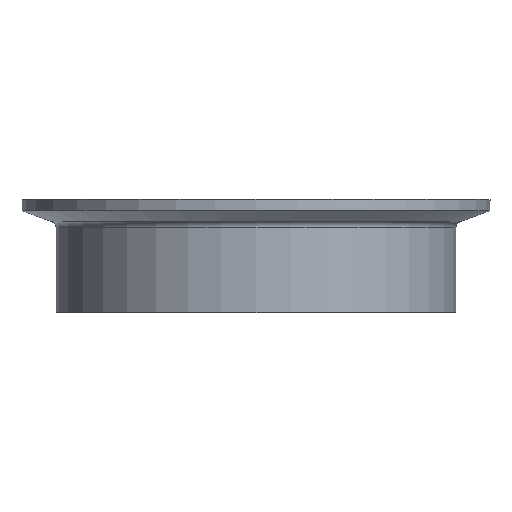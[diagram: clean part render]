
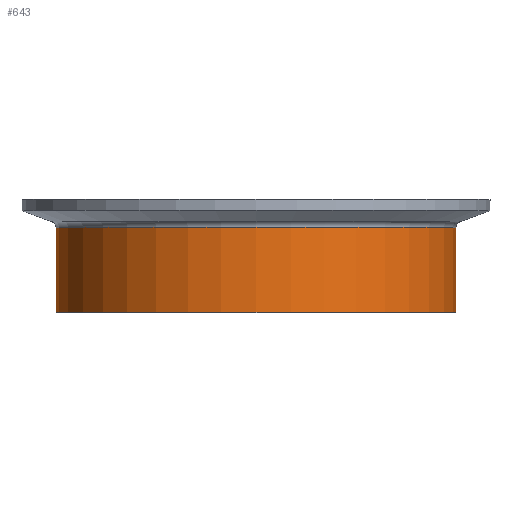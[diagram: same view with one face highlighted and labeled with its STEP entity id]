
A CAD part, top view. The second image highlights one B-rep face of the part: STEP entity #643.
In plain terms, the highlighted cylindrical face has radius 50.8 mm (diameter 101.6 mm), a partial arc.
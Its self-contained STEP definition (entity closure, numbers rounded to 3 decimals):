
#11 = FACE_OUTER_BOUND ( 'NONE', #241, .T. ) ;
#66 = CARTESIAN_POINT ( 'NONE',  ( 23.303, -33.653, 0. ) ) ;
#96 = CARTESIAN_POINT ( 'NONE',  ( 74.103, -33.653, 0. ) ) ;
#130 = CARTESIAN_POINT ( 'NONE',  ( -27.497, -12.075, 0. ) ) ;
#162 = VECTOR ( 'NONE', #688, 1000. ) ;
#187 = VERTEX_POINT ( 'NONE', #307 ) ;
#188 = EDGE_CURVE ( 'NONE', #451, #486, #696, .T. ) ;
#194 = DIRECTION ( 'NONE',  ( -1., 0., 0. ) ) ;
#215 = CARTESIAN_POINT ( 'NONE',  ( 74.103, -12.075, 0. ) ) ;
#231 = ORIENTED_EDGE ( 'NONE', *, *, #188, .T. ) ;
#238 = AXIS2_PLACEMENT_3D ( 'NONE', #419, #686, #194 ) ;
#241 = EDGE_LOOP ( 'NONE', ( #367, #231, #365, #634 ) ) ;
#244 = DIRECTION ( 'NONE',  ( 0., 1., 0. ) ) ;
#246 = CARTESIAN_POINT ( 'NONE',  ( 23.303, -4.953, 0. ) ) ;
#305 = DIRECTION ( 'NONE',  ( -1., 0., 0. ) ) ;
#307 = CARTESIAN_POINT ( 'NONE',  ( -27.497, -33.653, 0. ) ) ;
#309 = LINE ( 'NONE', #537, #162 ) ;
#318 = EDGE_CURVE ( 'NONE', #653, #486, #622, .T. ) ;
#364 = CIRCLE ( 'NONE', #632, 50.8 ) ;
#365 = ORIENTED_EDGE ( 'NONE', *, *, #318, .F. ) ;
#367 = ORIENTED_EDGE ( 'NONE', *, *, #562, .T. ) ;
#383 = EDGE_CURVE ( 'NONE', #187, #653, #309, .T. ) ;
#386 = CYLINDRICAL_SURFACE ( 'NONE', #526, 50.8 ) ;
#402 = DIRECTION ( 'NONE',  ( 0., 1., 0. ) ) ;
#419 = CARTESIAN_POINT ( 'NONE',  ( 23.303, -12.075, 0. ) ) ;
#451 = VERTEX_POINT ( 'NONE', #96 ) ;
#486 = VERTEX_POINT ( 'NONE', #215 ) ;
#526 = AXIS2_PLACEMENT_3D ( 'NONE', #246, #244, #305 ) ;
#537 = CARTESIAN_POINT ( 'NONE',  ( -27.497, -4.953, 0. ) ) ;
#560 = DIRECTION ( 'NONE',  ( -1., 0., 0. ) ) ;
#561 = VECTOR ( 'NONE', #402, 1000. ) ;
#562 = EDGE_CURVE ( 'NONE', #187, #451, #364, .T. ) ;
#564 = DIRECTION ( 'NONE',  ( 0., 1., 0. ) ) ;
#622 = CIRCLE ( 'NONE', #238, 50.8 ) ;
#626 = CARTESIAN_POINT ( 'NONE',  ( 74.103, -4.953, 0. ) ) ;
#632 = AXIS2_PLACEMENT_3D ( 'NONE', #66, #564, #560 ) ;
#634 = ORIENTED_EDGE ( 'NONE', *, *, #383, .F. ) ;
#643 = ADVANCED_FACE ( 'NONE', ( #11 ), #386, .T. ) ;
#653 = VERTEX_POINT ( 'NONE', #130 ) ;
#686 = DIRECTION ( 'NONE',  ( 0., 1., 0. ) ) ;
#688 = DIRECTION ( 'NONE',  ( 0., 1., 0. ) ) ;
#696 = LINE ( 'NONE', #626, #561 ) ;
